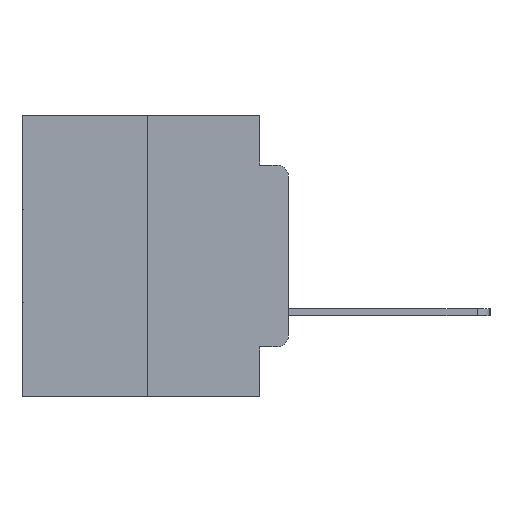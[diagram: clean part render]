
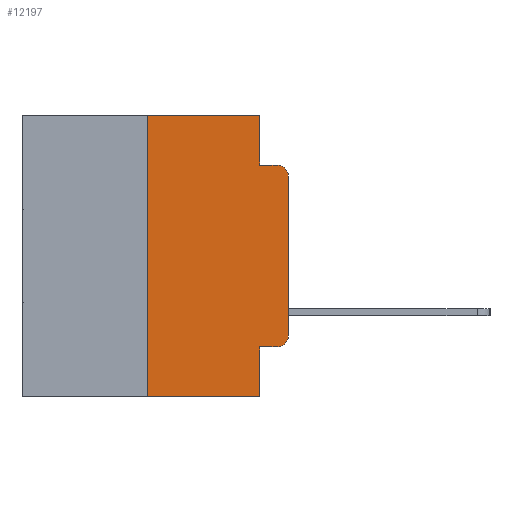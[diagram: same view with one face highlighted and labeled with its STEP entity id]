
A CAD part, left-side view. The second image highlights one B-rep face of the part: STEP entity #12197.
In plain terms, the highlighted planar face has unit normal (-1, 0, 0).
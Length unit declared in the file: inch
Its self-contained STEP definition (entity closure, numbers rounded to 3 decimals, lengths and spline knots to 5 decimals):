
#592 = CARTESIAN_POINT ( 'NONE',  ( 0., 0.25, -0.5 ) ) ;
#784 = ORIENTED_EDGE ( 'NONE', *, *, #25447, .F. ) ;
#840 = EDGE_CURVE ( 'NONE', #15832, #8013, #18887, .T. ) ;
#959 = DIRECTION ( 'NONE',  ( 0., 0., 1. ) ) ;
#1012 = CARTESIAN_POINT ( 'NONE',  ( 0., 0.051, 0. ) ) ;
#2471 = CIRCLE ( 'NONE', #24192, 0.02 ) ;
#2720 = VECTOR ( 'NONE', #16970, 39.37008 ) ;
#3130 = VECTOR ( 'NONE', #24802, 39.37008 ) ;
#3170 = EDGE_CURVE ( 'NONE', #10971, #5259, #26815, .T. ) ;
#3242 = FACE_OUTER_BOUND ( 'NONE', #4634, .T. ) ;
#3392 = CARTESIAN_POINT ( 'NONE',  ( 0., 0., -0.3915 ) ) ;
#3548 = CARTESIAN_POINT ( 'NONE',  ( 0., 0., 0. ) ) ;
#4361 = AXIS2_PLACEMENT_3D ( 'NONE', #20221, #6776, #22416 ) ;
#4441 = VECTOR ( 'NONE', #11941, 39.37008 ) ;
#4634 = EDGE_LOOP ( 'NONE', ( #6227, #24032, #784, #8404, #26650, #15781, #27302, #5159, #11292, #17885 ) ) ;
#5011 = CARTESIAN_POINT ( 'NONE',  ( 0., 0.473, -0.5 ) ) ;
#5145 = CARTESIAN_POINT ( 'NONE',  ( 0., 0.051, 0. ) ) ;
#5159 = ORIENTED_EDGE ( 'NONE', *, *, #19661, .F. ) ;
#5259 = VERTEX_POINT ( 'NONE', #13533 ) ;
#5520 = LINE ( 'NONE', #25941, #27633 ) ;
#6227 = ORIENTED_EDGE ( 'NONE', *, *, #840, .T. ) ;
#6776 = DIRECTION ( 'NONE',  ( -1., 0., 0. ) ) ;
#6936 = VECTOR ( 'NONE', #959, 39.37008 ) ;
#7868 = CARTESIAN_POINT ( 'NONE',  ( 0., 0.051, -0.0885 ) ) ;
#8013 = VERTEX_POINT ( 'NONE', #25713 ) ;
#8404 = ORIENTED_EDGE ( 'NONE', *, *, #24039, .F. ) ;
#8796 = CARTESIAN_POINT ( 'NONE',  ( 0., 0.25, 0. ) ) ;
#10480 = LINE ( 'NONE', #8796, #22241 ) ;
#10592 = LINE ( 'NONE', #5011, #4441 ) ;
#10971 = VERTEX_POINT ( 'NONE', #11373 ) ;
#11126 = EDGE_CURVE ( 'NONE', #25234, #17436, #10592, .T. ) ;
#11292 = ORIENTED_EDGE ( 'NONE', *, *, #15179, .T. ) ;
#11373 = CARTESIAN_POINT ( 'NONE',  ( 0., 0.25, 0. ) ) ;
#11403 = DIRECTION ( 'NONE',  ( 1., 0., 0. ) ) ;
#11631 = CARTESIAN_POINT ( 'NONE',  ( 0., 0.473, 0. ) ) ;
#11686 = CARTESIAN_POINT ( 'NONE',  ( 0., 0.051, -0.5 ) ) ;
#11941 = DIRECTION ( 'NONE',  ( 0., -1., 0. ) ) ;
#12197 = ADVANCED_FACE ( 'NONE', ( #3242 ), #20218, .F. ) ;
#12827 = DIRECTION ( 'NONE',  ( 0., -1., 0. ) ) ;
#13533 = CARTESIAN_POINT ( 'NONE',  ( 0., 0.051, 0. ) ) ;
#13630 = CARTESIAN_POINT ( 'NONE',  ( 0., 0.02, -0.1085 ) ) ;
#13690 = EDGE_CURVE ( 'NONE', #27488, #15832, #25889, .T. ) ;
#13858 = AXIS2_PLACEMENT_3D ( 'NONE', #24581, #11403, #26660 ) ;
#14201 = DIRECTION ( 'NONE',  ( 0., -1., 0. ) ) ;
#15179 = EDGE_CURVE ( 'NONE', #22831, #27488, #28752, .T. ) ;
#15781 = ORIENTED_EDGE ( 'NONE', *, *, #21154, .F. ) ;
#15832 = VERTEX_POINT ( 'NONE', #3392 ) ;
#15875 = DIRECTION ( 'NONE',  ( 0., 0., -1. ) ) ;
#16970 = DIRECTION ( 'NONE',  ( 0., 0., -1. ) ) ;
#17341 = VECTOR ( 'NONE', #14201, 39.37008 ) ;
#17436 = VERTEX_POINT ( 'NONE', #11686 ) ;
#17868 = CARTESIAN_POINT ( 'NONE',  ( 0., 0.02, -0.4115 ) ) ;
#17885 = ORIENTED_EDGE ( 'NONE', *, *, #13690, .T. ) ;
#18224 = VECTOR ( 'NONE', #22980, 39.37008 ) ;
#18694 = CARTESIAN_POINT ( 'NONE',  ( 0., 0.051, -0.4115 ) ) ;
#18887 = LINE ( 'NONE', #3548, #6936 ) ;
#19661 = EDGE_CURVE ( 'NONE', #22831, #17436, #23363, .T. ) ;
#20218 = PLANE ( 'NONE',  #13858 ) ;
#20221 = CARTESIAN_POINT ( 'NONE',  ( 0., 0.02, -0.3915 ) ) ;
#21154 = EDGE_CURVE ( 'NONE', #25234, #10971, #10480, .T. ) ;
#21734 = CARTESIAN_POINT ( 'NONE',  ( 0., 0.051, -0.4115 ) ) ;
#22241 = VECTOR ( 'NONE', #24306, 39.37008 ) ;
#22416 = DIRECTION ( 'NONE',  ( 0., 0., -1. ) ) ;
#22831 = VERTEX_POINT ( 'NONE', #21734 ) ;
#22980 = DIRECTION ( 'NONE',  ( 0., 0., -1. ) ) ;
#23363 = LINE ( 'NONE', #5145, #18224 ) ;
#24032 = ORIENTED_EDGE ( 'NONE', *, *, #28231, .T. ) ;
#24039 = EDGE_CURVE ( 'NONE', #5259, #27206, #25140, .T. ) ;
#24192 = AXIS2_PLACEMENT_3D ( 'NONE', #13630, #28800, #15875 ) ;
#24306 = DIRECTION ( 'NONE',  ( 0., 0., 1. ) ) ;
#24581 = CARTESIAN_POINT ( 'NONE',  ( 0., 0.473, 0. ) ) ;
#24802 = DIRECTION ( 'NONE',  ( 0., -1., 0. ) ) ;
#25140 = LINE ( 'NONE', #1012, #2720 ) ;
#25234 = VERTEX_POINT ( 'NONE', #592 ) ;
#25447 = EDGE_CURVE ( 'NONE', #27206, #26813, #5520, .T. ) ;
#25713 = CARTESIAN_POINT ( 'NONE',  ( 0., 0., -0.1085 ) ) ;
#25889 = CIRCLE ( 'NONE', #4361, 0.02 ) ;
#25941 = CARTESIAN_POINT ( 'NONE',  ( 0., 0.051, -0.0885 ) ) ;
#26650 = ORIENTED_EDGE ( 'NONE', *, *, #3170, .F. ) ;
#26660 = DIRECTION ( 'NONE',  ( 0., 0., -1. ) ) ;
#26813 = VERTEX_POINT ( 'NONE', #26881 ) ;
#26815 = LINE ( 'NONE', #11631, #3130 ) ;
#26881 = CARTESIAN_POINT ( 'NONE',  ( 0., 0.02, -0.0885 ) ) ;
#27206 = VERTEX_POINT ( 'NONE', #7868 ) ;
#27302 = ORIENTED_EDGE ( 'NONE', *, *, #11126, .T. ) ;
#27488 = VERTEX_POINT ( 'NONE', #17868 ) ;
#27633 = VECTOR ( 'NONE', #12827, 39.37008 ) ;
#28231 = EDGE_CURVE ( 'NONE', #8013, #26813, #2471, .T. ) ;
#28752 = LINE ( 'NONE', #18694, #17341 ) ;
#28800 = DIRECTION ( 'NONE',  ( -1., 0., 0. ) ) ;
